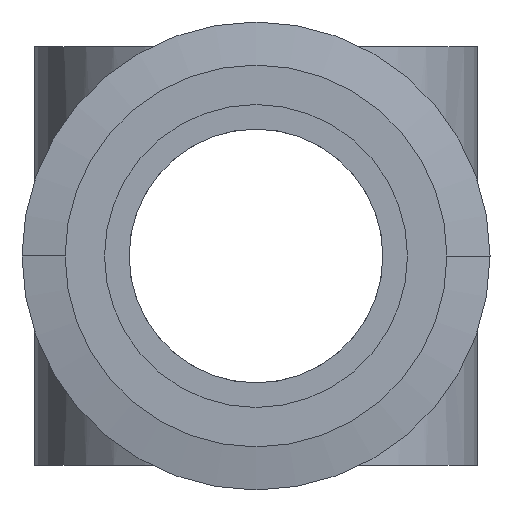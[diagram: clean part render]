
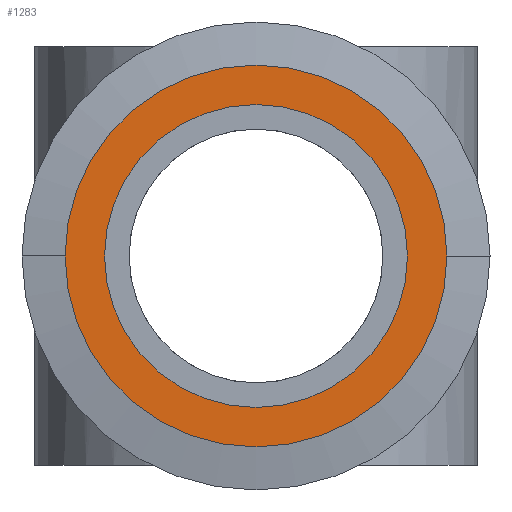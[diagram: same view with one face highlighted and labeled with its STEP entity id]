
A CAD part, front view. The second image highlights one B-rep face of the part: STEP entity #1283.
In plain terms, the highlighted planar face has unit normal (0, -1, 0).
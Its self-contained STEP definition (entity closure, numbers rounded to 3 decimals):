
#481=CARTESIAN_POINT('',(7.75,-30.4,0.0));
#482=VERTEX_POINT('',#481);
#490=CARTESIAN_POINT('',(-7.75,-30.4,0.));
#491=VERTEX_POINT('',#490);
#498=CARTESIAN_POINT('',(0.,-30.4,0.0));
#499=DIRECTION('',(0.0,-1.0,0.0));
#500=DIRECTION('',(1.0,0.0,0.0));
#501=AXIS2_PLACEMENT_3D('',#498,#499,#500);
#502=CIRCLE('',#501,7.75);
#503=EDGE_CURVE('',#482,#491,#502,.T.);
#875=CARTESIAN_POINT('',(-6.15,-30.4,0.0));
#876=VERTEX_POINT('',#875);
#892=CARTESIAN_POINT('',(6.15,-30.4,0.));
#893=VERTEX_POINT('',#892);
#900=CARTESIAN_POINT('',(0.,-30.4,0.0));
#901=DIRECTION('',(0.0,1.0,0.0));
#902=DIRECTION('',(-1.0,0.0,0.0));
#903=AXIS2_PLACEMENT_3D('',#900,#901,#902);
#904=CIRCLE('',#903,6.15);
#905=EDGE_CURVE('',#876,#893,#904,.T.);
#963=CARTESIAN_POINT('',(0.,-30.4,0.0));
#964=DIRECTION('',(0.0,1.0,0.0));
#965=DIRECTION('',(-1.0,0.0,0.0));
#966=AXIS2_PLACEMENT_3D('',#963,#964,#965);
#967=CIRCLE('',#966,6.15);
#968=EDGE_CURVE('',#893,#876,#967,.T.);
#1264=CARTESIAN_POINT('',(6.45,-30.4,0.0));
#1265=DIRECTION('',(0.0,-1.0,0.0));
#1266=DIRECTION('',(0.0,0.0,1.0));
#1267=AXIS2_PLACEMENT_3D('',#1264,#1265,#1266);
#1268=PLANE('',#1267);
#1269=ORIENTED_EDGE('',*,*,#503,.T.);
#1270=CARTESIAN_POINT('',(0.,-30.4,0.0));
#1271=DIRECTION('',(0.0,-1.0,0.0));
#1272=DIRECTION('',(1.0,0.0,0.0));
#1273=AXIS2_PLACEMENT_3D('',#1270,#1271,#1272);
#1274=CIRCLE('',#1273,7.75);
#1275=EDGE_CURVE('',#491,#482,#1274,.T.);
#1276=ORIENTED_EDGE('',*,*,#1275,.T.);
#1277=EDGE_LOOP('',(#1269,#1276));
#1278=FACE_OUTER_BOUND('',#1277,.T.);
#1279=ORIENTED_EDGE('',*,*,#905,.T.);
#1280=ORIENTED_EDGE('',*,*,#968,.T.);
#1281=EDGE_LOOP('',(#1279,#1280));
#1282=FACE_BOUND('',#1281,.T.);
#1283=ADVANCED_FACE('',(#1278,#1282),#1268,.T.);
